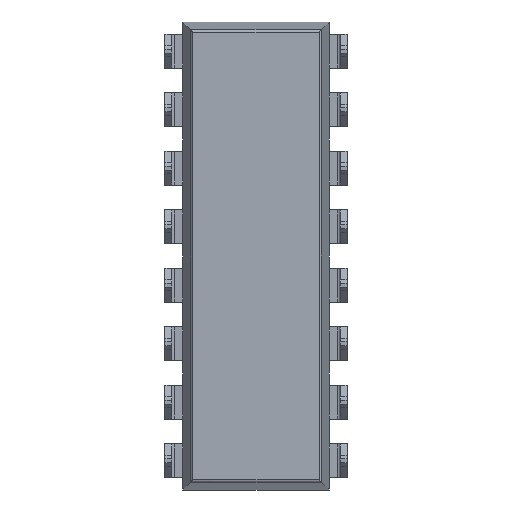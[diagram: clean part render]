
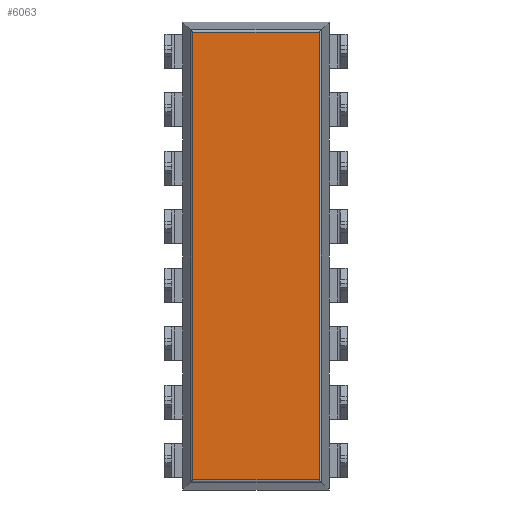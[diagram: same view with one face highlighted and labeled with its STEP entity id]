
A CAD part, front view. The second image highlights one B-rep face of the part: STEP entity #6063.
In plain terms, the highlighted planar face has unit normal (0, -1, 0).
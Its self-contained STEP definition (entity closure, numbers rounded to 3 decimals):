
#306 = CARTESIAN_POINT ( 'NONE',  ( -2.738, 0.15, -9.723 ) ) ;
#307 = CARTESIAN_POINT ( 'NONE',  ( -2.738, 0.15, 9.723 ) ) ;
#308 = DIRECTION ( 'NONE',  ( 0., 0., -1. ) ) ;
#309 = VECTOR ( 'NONE', #308, 1000. ) ;
#310 = CARTESIAN_POINT ( 'NONE',  ( -2.738, 0.15, -10.16 ) ) ;
#311 = LINE ( 'NONE', #310, #309 ) ;
#453 = CARTESIAN_POINT ( 'NONE',  ( 2.738, 0.15, 9.723 ) ) ;
#454 = CARTESIAN_POINT ( 'NONE',  ( 2.738, 0.15, -9.723 ) ) ;
#455 = DIRECTION ( 'NONE',  ( 1., 0., 0. ) ) ;
#456 = VECTOR ( 'NONE', #455, 1000. ) ;
#457 = CARTESIAN_POINT ( 'NONE',  ( -3.175, 0.15, -9.723 ) ) ;
#458 = LINE ( 'NONE', #457, #456 ) ;
#489 = DIRECTION ( 'NONE',  ( 0., 0., 1. ) ) ;
#490 = VECTOR ( 'NONE', #489, 1000. ) ;
#491 = CARTESIAN_POINT ( 'NONE',  ( 2.738, 0.15, -10.16 ) ) ;
#492 = LINE ( 'NONE', #491, #490 ) ;
#506 = FACE_OUTER_BOUND ( 'NONE', #6051, .T. ) ;
#540 = DIRECTION ( 'NONE',  ( -1., 0., 0. ) ) ;
#541 = VECTOR ( 'NONE', #540, 1000. ) ;
#542 = CARTESIAN_POINT ( 'NONE',  ( -3.175, 0.15, 9.723 ) ) ;
#543 = LINE ( 'NONE', #542, #541 ) ;
#545 = DIRECTION ( 'NONE',  ( 0., 0., -1. ) ) ;
#546 = DIRECTION ( 'NONE',  ( 0., -1., 0. ) ) ;
#547 = CARTESIAN_POINT ( 'NONE',  ( -3.175, 0.15, -10.16 ) ) ;
#548 = AXIS2_PLACEMENT_3D ( 'NONE', #547, #546, #545 ) ;
#549 = PLANE ( 'NONE',  #548 ) ;
#5990 = ORIENTED_EDGE ( 'NONE', *, *, #5991, .T. ) ;
#5991 = EDGE_CURVE ( 'NONE', #5992, #5993, #311, .T. ) ;
#5992 = VERTEX_POINT ( 'NONE', #307 ) ;
#5993 = VERTEX_POINT ( 'NONE', #306 ) ;
#6031 = ORIENTED_EDGE ( 'NONE', *, *, #6032, .T. ) ;
#6032 = EDGE_CURVE ( 'NONE', #5993, #6033, #458, .T. ) ;
#6033 = VERTEX_POINT ( 'NONE', #454 ) ;
#6034 = VERTEX_POINT ( 'NONE', #453 ) ;
#6046 = ORIENTED_EDGE ( 'NONE', *, *, #6047, .T. ) ;
#6047 = EDGE_CURVE ( 'NONE', #6033, #6034, #492, .T. ) ;
#6048 = ORIENTED_EDGE ( 'NONE', *, *, #6066, .T. ) ;
#6051 = EDGE_LOOP ( 'NONE', ( #5990, #6031, #6046, #6048 ) ) ;
#6063 = ADVANCED_FACE ( 'NONE', ( #506 ), #549, .T. ) ;
#6066 = EDGE_CURVE ( 'NONE', #6034, #5992, #543, .T. ) ;
